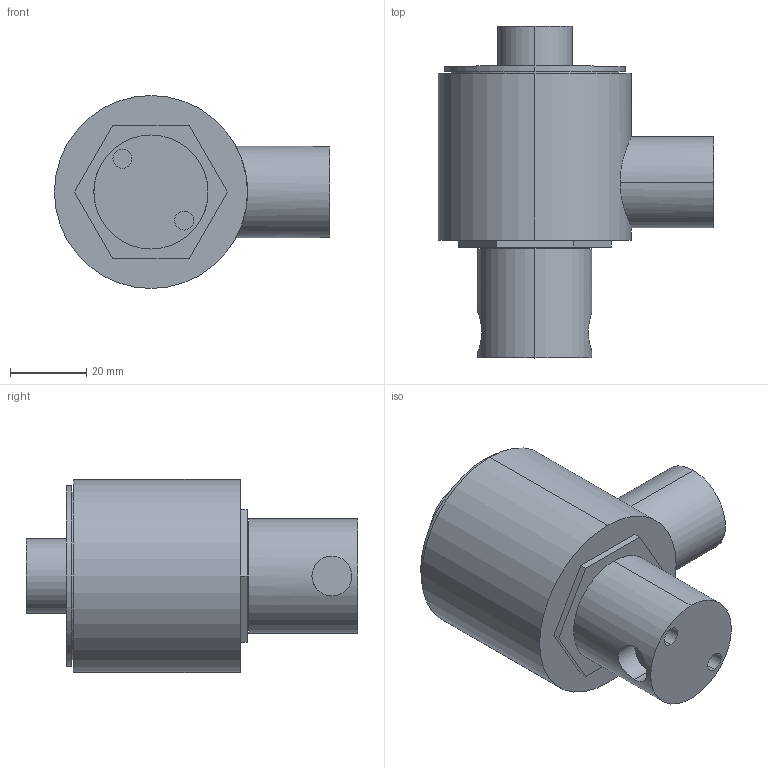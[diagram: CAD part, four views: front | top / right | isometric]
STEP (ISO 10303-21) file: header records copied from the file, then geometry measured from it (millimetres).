
FILE_DESCRIPTION (( 'STEP AP214' ), '1' );
FILE_NAME ('YS301X-2A.STEP', '2025-09-05T07:22:59', ( '' ), ( '' ), 'SwSTEP 2.0', 'SolidWorks 2024', '' );
FILE_SCHEMA (( 'AUTOMOTIVE_DESIGN' ));
Length unit declared in the file: millimetre
Products named in the file (3): YS301X-2A; AS301X; ZS301-2_2A
Assembly tree (2 placements, depth 2):
  YS301X-2A
    ZS301-2_2A
    AS301X
Bounding box: 72.4 x 87.32 x 50.8 mm (x, y, z)
Volume: 122013.2 mm3; surface area: 21156.7 mm2
Topology: 2 solids, 2 shells, 48 faces, 102 edges, 68 vertices
Faces by surface type: cylinder 26, plane 22
Entity records: 1656 total; most frequent: CARTESIAN_POINT 487, DIRECTION 249, ORIENTED_EDGE 204, EDGE_CURVE 102, AXIS2_PLACEMENT_3D 101, VERTEX_POINT 68, EDGE_LOOP 60, CIRCLE 48
